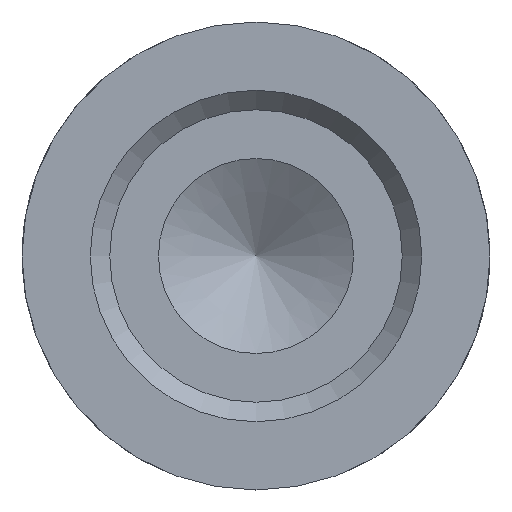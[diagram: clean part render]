
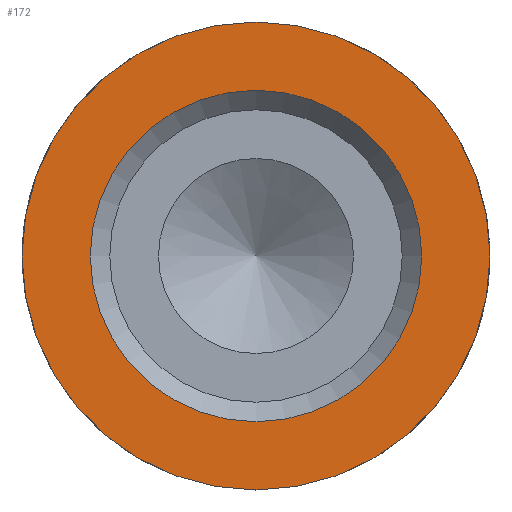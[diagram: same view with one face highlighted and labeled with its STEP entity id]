
A CAD part, front view. The second image highlights one B-rep face of the part: STEP entity #172.
In plain terms, the highlighted planar face has unit normal (0, -1, 0).
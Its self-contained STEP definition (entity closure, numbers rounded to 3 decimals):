
#172=ADVANCED_FACE('',(#213,#214),#203,.F.);
#203=PLANE('',#543);
#213=FACE_BOUND('',#243,.T.);
#214=FACE_BOUND('',#244,.T.);
#243=EDGE_LOOP('',(#289));
#244=EDGE_LOOP('',(#290));
#289=ORIENTED_EDGE('',*,*,#454,.T.);
#290=ORIENTED_EDGE('',*,*,#455,.T.);
#409=VERTEX_POINT('',#727);
#410=VERTEX_POINT('',#729);
#454=EDGE_CURVE('',#409,#409,#514,.T.);
#455=EDGE_CURVE('',#410,#410,#515,.T.);
#514=CIRCLE('',#541,12.75);
#515=CIRCLE('',#542,18.);
#541=AXIS2_PLACEMENT_3D('',#726,#600,#601);
#542=AXIS2_PLACEMENT_3D('',#728,#602,#603);
#543=AXIS2_PLACEMENT_3D('',#730,#604,#605);
#600=DIRECTION('',(0.,1.,0.));
#601=DIRECTION('',(1.,0.,0.));
#602=DIRECTION('',(0.,-1.,0.));
#603=DIRECTION('',(0.,0.,1.));
#604=DIRECTION('',(0.,1.,0.));
#605=DIRECTION('',(1.,0.,0.));
#726=CARTESIAN_POINT('',(0.,-55.3,0.));
#727=CARTESIAN_POINT('',(12.75,-55.3,0.));
#728=CARTESIAN_POINT('',(0.,-55.3,0.));
#729=CARTESIAN_POINT('',(0.,-55.3,18.));
#730=CARTESIAN_POINT('',(0.,-55.3,0.));
